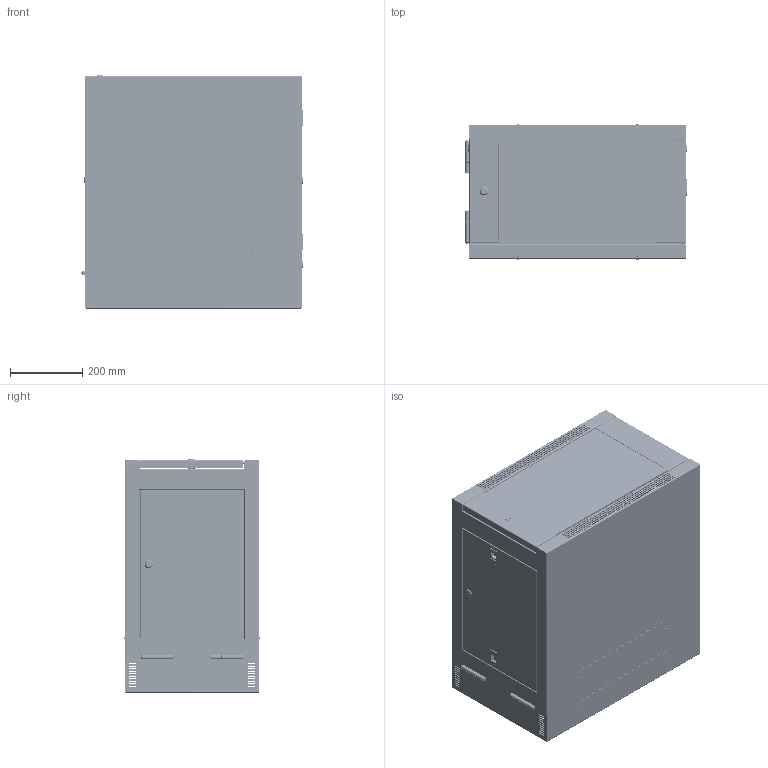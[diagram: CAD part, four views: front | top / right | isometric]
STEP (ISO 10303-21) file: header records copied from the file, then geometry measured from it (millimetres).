
FILE_DESCRIPTION (( 'STEP AP214' ), '1' );
FILE_NAME ('SMC-SMT6606D-D_3D.step', '2024-03-27T23:02:35', ( '' ), ( '' ), 'SwSTEP 2.0', 'SolidWorks 2022', '' );
FILE_SCHEMA (( 'AUTOMOTIVE_DESIGN' ));
Length unit declared in the file: inch
Products named in the file (41): SHOU_ASM_6; QLZ_6; SHUOSHEA_6; MENZHOU2_1_6; DI_6; SUO1_ASM_6; PDU_K1_6; SUO22_ASM_6; CM_6; M6_16_6; FUJIAN-2_1_6; PDU-K0_ASM_6; SHUOSHE_6; SHUOA_6; M4X8LS_6; CM_ASM_6; HZJ1_6; GB9074-4-88-M3X6A_6; SHUO_6; HYLZ_6; SHUOLUOMU_6; MEN_ASM_6; SHUOLUOA_6; MENZHOU1_1_6; HK_ASM_1_6; MENTIAO_6; XX_6; GB9074-4-88-M3X6_6; MENTIAO-1_6; MENZHOU_ASM_1_6; HK_1_6; DG_6; SMC-SMT6606D-D_3D; JH060009_6; JH060004_6; 2222_6; LX-GT_6; MS725_6; BOLI_6; PDU_K2_6 ...
Assembly tree (67 placements, depth 4):
  SMC-SMT6606D-D_3D
    DG_6
    QLZ_6  x2
    HYLZ_6  x2
    DI_6
    HZJ1_6  x4
    JH060009_6  x4
    JH060004_6  x2
    HK_ASM_1_6
      HK_1_6
      JH060004_6  x2
      FUJIAN-2_1_6  x2
      MENZHOU_ASM_1_6  x2
        MENZHOU2_1_6
        MENZHOU1_1_6
    CM_ASM_6  x2
      CM_6
      PDU-K0_ASM_6
        PDU_K2_6
        PDU_K1_6
      SUO22_ASM_6
        SHUOA_6
        SHUOLUOA_6
        SHUOSHEA_6
        GB9074-4-88-M3X6A_6
    SUO1_ASM_6
      MS725_6
      SHUOLUOMU_6
      2222_6
    M6_16_6  x2
    M4X8LS_6  x8
    LX-GT_6  x2
    MEN_ASM_6
      MENTIAO-1_6
      MENTIAO_6
      BOLI_6
      SHOU_ASM_6
        SHUO_6
        GB9074-4-88-M3X6_6
        SHUOSHE_6
        SHUOLUO_6
      XX_6  x2
Bounding box: 612.6 x 375.88 x 644.45 mm (x, y, z)
Volume: 1548475 mm3; surface area: 4649910.4 mm2
Topology: 86 solids, 95 shells, 5450 faces, 15806 edges, 10492 vertices
Faces by surface type: plane 3075, cylinder 1898, bspline 399, cone 72, torus 6
Entity records: 142545 total; most frequent: CARTESIAN_POINT 63463, ORIENTED_EDGE 16632, DIRECTION 14911, EDGE_CURVE 8346, VERTEX_POINT 5459, VECTOR 4981, LINE 4981, AXIS2_PLACEMENT_3D 4965
